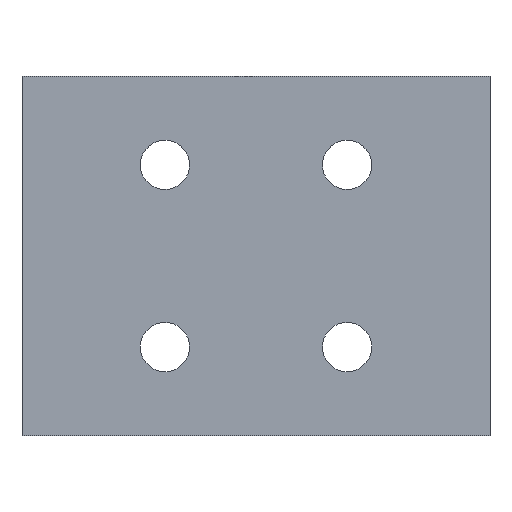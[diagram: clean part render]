
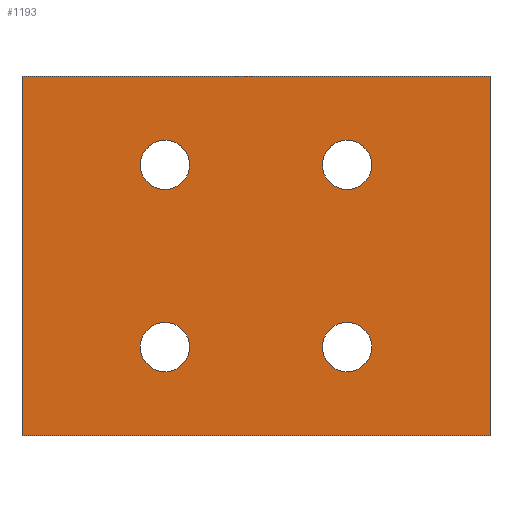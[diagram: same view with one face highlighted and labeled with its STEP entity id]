
A CAD part, top view. The second image highlights one B-rep face of the part: STEP entity #1193.
In plain terms, the highlighted planar face has unit normal (0, 0, 1).
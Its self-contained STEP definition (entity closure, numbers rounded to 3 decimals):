
#975=CARTESIAN_POINT('Vertex',(13.5,18.5,3.)) ;
#978=CARTESIAN_POINT('Axis2P3D Location',(18.5,18.5,3.)) ;
#982=CARTESIAN_POINT('Vertex',(23.5,18.5,3.)) ;
#997=CARTESIAN_POINT('Axis2P3D Location',(18.5,18.5,3.)) ;
#1018=CARTESIAN_POINT('Vertex',(-13.5,18.5,3.)) ;
#1021=CARTESIAN_POINT('Axis2P3D Location',(-18.5,18.5,3.)) ;
#1025=CARTESIAN_POINT('Vertex',(-23.5,18.5,3.)) ;
#1040=CARTESIAN_POINT('Axis2P3D Location',(-18.5,18.5,3.)) ;
#1061=CARTESIAN_POINT('Vertex',(13.5,-18.5,3.)) ;
#1064=CARTESIAN_POINT('Axis2P3D Location',(18.5,-18.5,3.)) ;
#1068=CARTESIAN_POINT('Vertex',(23.5,-18.5,3.)) ;
#1083=CARTESIAN_POINT('Axis2P3D Location',(18.5,-18.5,3.)) ;
#1104=CARTESIAN_POINT('Vertex',(-13.5,-18.5,3.)) ;
#1107=CARTESIAN_POINT('Axis2P3D Location',(-18.5,-18.5,3.)) ;
#1111=CARTESIAN_POINT('Vertex',(-23.5,-18.5,3.)) ;
#1126=CARTESIAN_POINT('Axis2P3D Location',(-18.5,-18.5,3.)) ;
#1138=CARTESIAN_POINT('Axis2P3D Location',(0.,0.,3.)) ;
#1143=CARTESIAN_POINT('Line Origine',(-47.5,0.,3.)) ;
#1147=CARTESIAN_POINT('Vertex',(-47.5,36.5,3.)) ;
#1149=CARTESIAN_POINT('Vertex',(-47.5,-36.5,3.)) ;
#1152=CARTESIAN_POINT('Line Origine',(0.,-36.5,3.)) ;
#1156=CARTESIAN_POINT('Vertex',(47.5,-36.5,3.)) ;
#1159=CARTESIAN_POINT('Line Origine',(47.5,0.,3.)) ;
#1163=CARTESIAN_POINT('Vertex',(47.5,36.5,3.)) ;
#1166=CARTESIAN_POINT('Line Origine',(0.,36.5,3.)) ;
#979=DIRECTION('Axis2P3D Direction',(0.,0.,1.)) ;
#998=DIRECTION('Axis2P3D Direction',(0.,0.,1.)) ;
#1022=DIRECTION('Axis2P3D Direction',(0.,0.,1.)) ;
#1041=DIRECTION('Axis2P3D Direction',(0.,0.,1.)) ;
#1065=DIRECTION('Axis2P3D Direction',(0.,0.,1.)) ;
#1084=DIRECTION('Axis2P3D Direction',(0.,0.,1.)) ;
#1108=DIRECTION('Axis2P3D Direction',(0.,0.,1.)) ;
#1127=DIRECTION('Axis2P3D Direction',(0.,0.,1.)) ;
#1139=DIRECTION('Axis2P3D Direction',(0.,0.,1.)) ;
#1140=DIRECTION('Axis2P3D XDirection',(1.,0.,0.)) ;
#1144=DIRECTION('Vector Direction',(0.,-1.,0.)) ;
#1153=DIRECTION('Vector Direction',(-1.,0.,0.)) ;
#1160=DIRECTION('Vector Direction',(0.,1.,0.)) ;
#1167=DIRECTION('Vector Direction',(1.,0.,0.)) ;
#980=AXIS2_PLACEMENT_3D('Circle Axis2P3D',#978,#979,$) ;
#999=AXIS2_PLACEMENT_3D('Circle Axis2P3D',#997,#998,$) ;
#1023=AXIS2_PLACEMENT_3D('Circle Axis2P3D',#1021,#1022,$) ;
#1042=AXIS2_PLACEMENT_3D('Circle Axis2P3D',#1040,#1041,$) ;
#1066=AXIS2_PLACEMENT_3D('Circle Axis2P3D',#1064,#1065,$) ;
#1085=AXIS2_PLACEMENT_3D('Circle Axis2P3D',#1083,#1084,$) ;
#1109=AXIS2_PLACEMENT_3D('Circle Axis2P3D',#1107,#1108,$) ;
#1128=AXIS2_PLACEMENT_3D('Circle Axis2P3D',#1126,#1127,$) ;
#1141=AXIS2_PLACEMENT_3D('Plane Axis2P3D',#1138,#1139,#1140) ;
#1172=ORIENTED_EDGE('',*,*,#1151,.T.) ;
#1173=ORIENTED_EDGE('',*,*,#1158,.T.) ;
#1174=ORIENTED_EDGE('',*,*,#1165,.T.) ;
#1175=ORIENTED_EDGE('',*,*,#1170,.T.) ;
#1178=ORIENTED_EDGE('',*,*,#984,.F.) ;
#1179=ORIENTED_EDGE('',*,*,#1001,.F.) ;
#1182=ORIENTED_EDGE('',*,*,#1027,.F.) ;
#1183=ORIENTED_EDGE('',*,*,#1044,.F.) ;
#1186=ORIENTED_EDGE('',*,*,#1070,.F.) ;
#1187=ORIENTED_EDGE('',*,*,#1087,.F.) ;
#1190=ORIENTED_EDGE('',*,*,#1113,.F.) ;
#1191=ORIENTED_EDGE('',*,*,#1130,.F.) ;
#1180=FACE_BOUND('',#1177,.T.) ;
#1184=FACE_BOUND('',#1181,.T.) ;
#1188=FACE_BOUND('',#1185,.T.) ;
#1192=FACE_BOUND('',#1189,.T.) ;
#1145=VECTOR('Line Direction',#1144,1.) ;
#1154=VECTOR('Line Direction',#1153,1.) ;
#1161=VECTOR('Line Direction',#1160,1.) ;
#1168=VECTOR('Line Direction',#1167,1.) ;
#1193=ADVANCED_FACE('PartBody',(#1176,#1180,#1184,#1188,#1192),#1142,.T.) ;
#981=CIRCLE('generated circle',#980,5.) ;
#1000=CIRCLE('generated circle',#999,5.) ;
#1024=CIRCLE('generated circle',#1023,5.) ;
#1043=CIRCLE('generated circle',#1042,5.) ;
#1067=CIRCLE('generated circle',#1066,5.) ;
#1086=CIRCLE('generated circle',#1085,5.) ;
#1110=CIRCLE('generated circle',#1109,5.) ;
#1129=CIRCLE('generated circle',#1128,5.) ;
#984=EDGE_CURVE('',#976,#983,#981,.T.) ;
#1001=EDGE_CURVE('',#983,#976,#1000,.T.) ;
#1027=EDGE_CURVE('',#1019,#1026,#1024,.T.) ;
#1044=EDGE_CURVE('',#1026,#1019,#1043,.T.) ;
#1070=EDGE_CURVE('',#1062,#1069,#1067,.T.) ;
#1087=EDGE_CURVE('',#1069,#1062,#1086,.T.) ;
#1113=EDGE_CURVE('',#1105,#1112,#1110,.T.) ;
#1130=EDGE_CURVE('',#1112,#1105,#1129,.T.) ;
#1151=EDGE_CURVE('',#1148,#1150,#1146,.T.) ;
#1158=EDGE_CURVE('',#1150,#1157,#1155,.F.) ;
#1165=EDGE_CURVE('',#1157,#1164,#1162,.T.) ;
#1170=EDGE_CURVE('',#1164,#1148,#1169,.F.) ;
#1171=EDGE_LOOP('',(#1172,#1173,#1174,#1175)) ;
#1177=EDGE_LOOP('',(#1178,#1179)) ;
#1181=EDGE_LOOP('',(#1182,#1183)) ;
#1185=EDGE_LOOP('',(#1186,#1187)) ;
#1189=EDGE_LOOP('',(#1190,#1191)) ;
#1176=FACE_OUTER_BOUND('',#1171,.T.) ;
#1146=LINE('Line',#1143,#1145) ;
#1155=LINE('Line',#1152,#1154) ;
#1162=LINE('Line',#1159,#1161) ;
#1169=LINE('Line',#1166,#1168) ;
#1142=PLANE('Plane',#1141) ;
#976=VERTEX_POINT('',#975) ;
#983=VERTEX_POINT('',#982) ;
#1019=VERTEX_POINT('',#1018) ;
#1026=VERTEX_POINT('',#1025) ;
#1062=VERTEX_POINT('',#1061) ;
#1069=VERTEX_POINT('',#1068) ;
#1105=VERTEX_POINT('',#1104) ;
#1112=VERTEX_POINT('',#1111) ;
#1148=VERTEX_POINT('',#1147) ;
#1150=VERTEX_POINT('',#1149) ;
#1157=VERTEX_POINT('',#1156) ;
#1164=VERTEX_POINT('',#1163) ;
